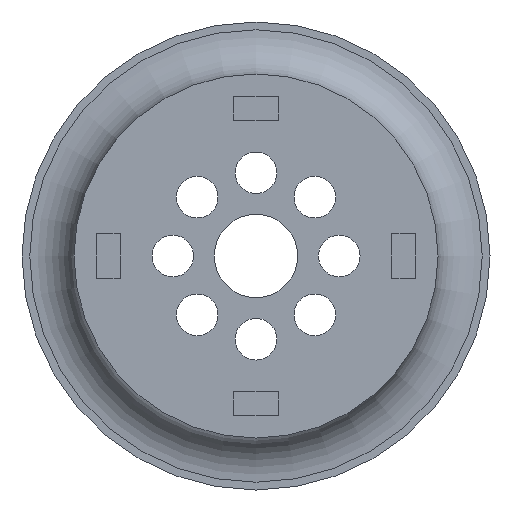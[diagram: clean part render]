
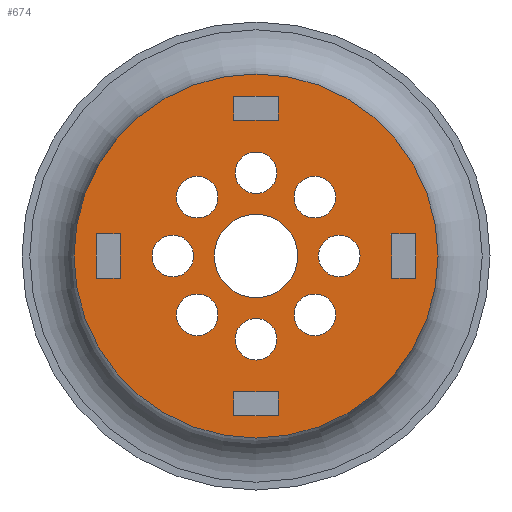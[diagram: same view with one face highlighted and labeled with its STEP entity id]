
A CAD part, front view. The second image highlights one B-rep face of the part: STEP entity #674.
In plain terms, the highlighted planar face has unit normal (0, -1, 0).
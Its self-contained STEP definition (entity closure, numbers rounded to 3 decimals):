
#29=FACE_BOUND('',#166,.T.);
#30=FACE_BOUND('',#167,.T.);
#31=FACE_BOUND('',#168,.T.);
#32=FACE_BOUND('',#169,.T.);
#33=FACE_BOUND('',#170,.T.);
#34=FACE_BOUND('',#171,.T.);
#35=FACE_BOUND('',#172,.T.);
#36=FACE_BOUND('',#173,.T.);
#37=FACE_BOUND('',#174,.T.);
#38=FACE_BOUND('',#175,.T.);
#39=FACE_BOUND('',#176,.T.);
#40=FACE_BOUND('',#177,.T.);
#41=FACE_BOUND('',#178,.T.);
#44=CIRCLE('',#719,2.);
#46=CIRCLE('',#722,2.);
#48=CIRCLE('',#725,2.);
#50=CIRCLE('',#728,2.);
#52=CIRCLE('',#731,4.);
#54=CIRCLE('',#734,2.);
#56=CIRCLE('',#737,2.);
#58=CIRCLE('',#740,2.);
#60=CIRCLE('',#743,2.);
#71=CIRCLE('',#760,17.5);
#119=FACE_OUTER_BOUND('',#165,.T.);
#165=EDGE_LOOP('',(#590));
#166=EDGE_LOOP('',(#591,#592,#593,#594));
#167=EDGE_LOOP('',(#595,#596,#597,#598));
#168=EDGE_LOOP('',(#599,#600,#601,#602));
#169=EDGE_LOOP('',(#603,#604,#605,#606));
#170=EDGE_LOOP('',(#607));
#171=EDGE_LOOP('',(#608));
#172=EDGE_LOOP('',(#609));
#173=EDGE_LOOP('',(#610));
#174=EDGE_LOOP('',(#611));
#175=EDGE_LOOP('',(#612));
#176=EDGE_LOOP('',(#613));
#177=EDGE_LOOP('',(#614));
#178=EDGE_LOOP('',(#615));
#179=LINE('',#958,#238);
#183=LINE('',#966,#242);
#186=LINE('',#972,#245);
#189=LINE('',#977,#248);
#191=LINE('',#983,#250);
#195=LINE('',#991,#254);
#198=LINE('',#997,#257);
#201=LINE('',#1002,#260);
#203=LINE('',#1008,#262);
#207=LINE('',#1016,#266);
#210=LINE('',#1022,#269);
#213=LINE('',#1027,#272);
#215=LINE('',#1033,#274);
#219=LINE('',#1041,#278);
#222=LINE('',#1047,#281);
#225=LINE('',#1052,#284);
#238=VECTOR('',#767,10.);
#242=VECTOR('',#773,10.);
#245=VECTOR('',#778,10.);
#248=VECTOR('',#783,10.);
#250=VECTOR('',#789,10.);
#254=VECTOR('',#795,10.);
#257=VECTOR('',#800,10.);
#260=VECTOR('',#805,10.);
#262=VECTOR('',#811,10.);
#266=VECTOR('',#817,10.);
#269=VECTOR('',#822,10.);
#272=VECTOR('',#827,10.);
#274=VECTOR('',#833,10.);
#278=VECTOR('',#839,10.);
#281=VECTOR('',#844,10.);
#284=VECTOR('',#849,10.);
#297=VERTEX_POINT('',#956);
#298=VERTEX_POINT('',#957);
#301=VERTEX_POINT('',#965);
#303=VERTEX_POINT('',#971);
#305=VERTEX_POINT('',#981);
#306=VERTEX_POINT('',#982);
#309=VERTEX_POINT('',#990);
#311=VERTEX_POINT('',#996);
#313=VERTEX_POINT('',#1006);
#314=VERTEX_POINT('',#1007);
#317=VERTEX_POINT('',#1015);
#319=VERTEX_POINT('',#1021);
#321=VERTEX_POINT('',#1031);
#322=VERTEX_POINT('',#1032);
#325=VERTEX_POINT('',#1040);
#327=VERTEX_POINT('',#1046);
#329=VERTEX_POINT('',#1056);
#331=VERTEX_POINT('',#1062);
#333=VERTEX_POINT('',#1068);
#335=VERTEX_POINT('',#1074);
#337=VERTEX_POINT('',#1080);
#339=VERTEX_POINT('',#1086);
#341=VERTEX_POINT('',#1092);
#343=VERTEX_POINT('',#1098);
#345=VERTEX_POINT('',#1104);
#354=VERTEX_POINT('',#1132);
#355=EDGE_CURVE('',#297,#298,#179,.T.);
#359=EDGE_CURVE('',#298,#301,#183,.T.);
#362=EDGE_CURVE('',#301,#303,#186,.T.);
#365=EDGE_CURVE('',#303,#297,#189,.T.);
#367=EDGE_CURVE('',#305,#306,#191,.T.);
#371=EDGE_CURVE('',#306,#309,#195,.T.);
#374=EDGE_CURVE('',#309,#311,#198,.T.);
#377=EDGE_CURVE('',#311,#305,#201,.T.);
#379=EDGE_CURVE('',#313,#314,#203,.T.);
#383=EDGE_CURVE('',#314,#317,#207,.T.);
#386=EDGE_CURVE('',#317,#319,#210,.T.);
#389=EDGE_CURVE('',#319,#313,#213,.T.);
#391=EDGE_CURVE('',#321,#322,#215,.T.);
#395=EDGE_CURVE('',#322,#325,#219,.T.);
#398=EDGE_CURVE('',#325,#327,#222,.T.);
#401=EDGE_CURVE('',#327,#321,#225,.T.);
#403=EDGE_CURVE('',#329,#329,#44,.T.);
#406=EDGE_CURVE('',#331,#331,#46,.T.);
#409=EDGE_CURVE('',#333,#333,#48,.T.);
#412=EDGE_CURVE('',#335,#335,#50,.T.);
#415=EDGE_CURVE('',#337,#337,#52,.T.);
#418=EDGE_CURVE('',#339,#339,#54,.T.);
#421=EDGE_CURVE('',#341,#341,#56,.T.);
#424=EDGE_CURVE('',#343,#343,#58,.T.);
#427=EDGE_CURVE('',#345,#345,#60,.T.);
#441=EDGE_CURVE('',#354,#354,#71,.T.);
#590=ORIENTED_EDGE('',*,*,#441,.F.);
#591=ORIENTED_EDGE('',*,*,#362,.T.);
#592=ORIENTED_EDGE('',*,*,#365,.T.);
#593=ORIENTED_EDGE('',*,*,#355,.T.);
#594=ORIENTED_EDGE('',*,*,#359,.T.);
#595=ORIENTED_EDGE('',*,*,#374,.T.);
#596=ORIENTED_EDGE('',*,*,#377,.T.);
#597=ORIENTED_EDGE('',*,*,#367,.T.);
#598=ORIENTED_EDGE('',*,*,#371,.T.);
#599=ORIENTED_EDGE('',*,*,#386,.T.);
#600=ORIENTED_EDGE('',*,*,#389,.T.);
#601=ORIENTED_EDGE('',*,*,#379,.T.);
#602=ORIENTED_EDGE('',*,*,#383,.T.);
#603=ORIENTED_EDGE('',*,*,#398,.T.);
#604=ORIENTED_EDGE('',*,*,#401,.T.);
#605=ORIENTED_EDGE('',*,*,#391,.T.);
#606=ORIENTED_EDGE('',*,*,#395,.T.);
#607=ORIENTED_EDGE('',*,*,#403,.T.);
#608=ORIENTED_EDGE('',*,*,#406,.T.);
#609=ORIENTED_EDGE('',*,*,#409,.T.);
#610=ORIENTED_EDGE('',*,*,#412,.T.);
#611=ORIENTED_EDGE('',*,*,#415,.T.);
#612=ORIENTED_EDGE('',*,*,#418,.T.);
#613=ORIENTED_EDGE('',*,*,#421,.T.);
#614=ORIENTED_EDGE('',*,*,#424,.T.);
#615=ORIENTED_EDGE('',*,*,#427,.T.);
#638=PLANE('',#761);
#674=ADVANCED_FACE('',(#119,#29,#30,#31,#32,#33,#34,#35,#36,#37,#38,#39,
#40,#41),#638,.F.);
#719=AXIS2_PLACEMENT_3D('',#1057,#855,#856);
#722=AXIS2_PLACEMENT_3D('',#1063,#862,#863);
#725=AXIS2_PLACEMENT_3D('',#1069,#869,#870);
#728=AXIS2_PLACEMENT_3D('',#1075,#876,#877);
#731=AXIS2_PLACEMENT_3D('',#1081,#883,#884);
#734=AXIS2_PLACEMENT_3D('',#1087,#890,#891);
#737=AXIS2_PLACEMENT_3D('',#1093,#897,#898);
#740=AXIS2_PLACEMENT_3D('',#1099,#904,#905);
#743=AXIS2_PLACEMENT_3D('',#1105,#911,#912);
#760=AXIS2_PLACEMENT_3D('',#1134,#948,#949);
#761=AXIS2_PLACEMENT_3D('',#1135,#950,#951);
#767=DIRECTION('',(0.,0.,-1.));
#773=DIRECTION('',(-1.,0.,0.));
#778=DIRECTION('',(0.,0.,1.));
#783=DIRECTION('',(1.,0.,0.));
#789=DIRECTION('',(-1.,0.,0.));
#795=DIRECTION('',(0.,0.,1.));
#800=DIRECTION('',(1.,0.,0.));
#805=DIRECTION('',(0.,0.,-1.));
#811=DIRECTION('',(-1.,0.,0.));
#817=DIRECTION('',(0.,0.,1.));
#822=DIRECTION('',(1.,0.,0.));
#827=DIRECTION('',(0.,0.,-1.));
#833=DIRECTION('',(0.,0.,1.));
#839=DIRECTION('',(1.,0.,0.));
#844=DIRECTION('',(0.,0.,-1.));
#849=DIRECTION('',(-1.,0.,0.));
#855=DIRECTION('center_axis',(0.,1.,0.));
#856=DIRECTION('ref_axis',(1.,0.,0.));
#862=DIRECTION('center_axis',(0.,1.,0.));
#863=DIRECTION('ref_axis',(1.,0.,0.));
#869=DIRECTION('center_axis',(0.,1.,0.));
#870=DIRECTION('ref_axis',(1.,0.,0.));
#876=DIRECTION('center_axis',(0.,1.,0.));
#877=DIRECTION('ref_axis',(1.,0.,0.));
#883=DIRECTION('center_axis',(0.,1.,0.));
#884=DIRECTION('ref_axis',(1.,0.,0.));
#890=DIRECTION('center_axis',(0.,1.,0.));
#891=DIRECTION('ref_axis',(1.,0.,0.));
#897=DIRECTION('center_axis',(0.,1.,0.));
#898=DIRECTION('ref_axis',(1.,0.,0.));
#904=DIRECTION('center_axis',(0.,1.,0.));
#905=DIRECTION('ref_axis',(1.,0.,0.));
#911=DIRECTION('center_axis',(0.,1.,0.));
#912=DIRECTION('ref_axis',(1.,0.,0.));
#948=DIRECTION('center_axis',(0.,1.,0.));
#949=DIRECTION('ref_axis',(-1.,0.,0.));
#950=DIRECTION('center_axis',(0.,1.,0.));
#951=DIRECTION('ref_axis',(0.,0.,1.));
#956=CARTESIAN_POINT('',(2.15,0.,-13.05));
#957=CARTESIAN_POINT('',(2.15,0.,-15.35));
#958=CARTESIAN_POINT('',(2.15,0.,-6.525));
#965=CARTESIAN_POINT('',(-2.15,0.,-15.35));
#966=CARTESIAN_POINT('',(1.075,0.,-15.35));
#971=CARTESIAN_POINT('',(-2.15,0.,-13.05));
#972=CARTESIAN_POINT('',(-2.15,0.,-7.675));
#977=CARTESIAN_POINT('',(-1.075,0.,-13.05));
#981=CARTESIAN_POINT('',(-13.05,0.,-2.15));
#982=CARTESIAN_POINT('',(-15.35,0.,-2.15));
#983=CARTESIAN_POINT('',(-6.525,0.,-2.15));
#990=CARTESIAN_POINT('',(-15.35,0.,2.15));
#991=CARTESIAN_POINT('',(-15.35,0.,-1.075));
#996=CARTESIAN_POINT('',(-13.05,0.,2.15));
#997=CARTESIAN_POINT('',(-7.675,0.,2.15));
#1002=CARTESIAN_POINT('',(-13.05,0.,1.075));
#1006=CARTESIAN_POINT('',(15.35,0.,-2.15));
#1007=CARTESIAN_POINT('',(13.05,0.,-2.15));
#1008=CARTESIAN_POINT('',(7.675,0.,-2.15));
#1015=CARTESIAN_POINT('',(13.05,0.,2.15));
#1016=CARTESIAN_POINT('',(13.05,0.,-1.075));
#1021=CARTESIAN_POINT('',(15.35,0.,2.15));
#1022=CARTESIAN_POINT('',(6.525,0.,2.15));
#1027=CARTESIAN_POINT('',(15.35,0.,1.075));
#1031=CARTESIAN_POINT('',(-2.15,0.,13.05));
#1032=CARTESIAN_POINT('',(-2.15,0.,15.35));
#1033=CARTESIAN_POINT('',(-2.15,0.,6.525));
#1040=CARTESIAN_POINT('',(2.15,0.,15.35));
#1041=CARTESIAN_POINT('',(-1.075,0.,15.35));
#1046=CARTESIAN_POINT('',(2.15,0.,13.05));
#1047=CARTESIAN_POINT('',(2.15,0.,7.675));
#1052=CARTESIAN_POINT('',(1.075,0.,13.05));
#1056=CARTESIAN_POINT('',(-10.,0.,0.));
#1057=CARTESIAN_POINT('Origin',(-8.,0.,0.));
#1062=CARTESIAN_POINT('',(3.657,0.,-5.657));
#1063=CARTESIAN_POINT('Origin',(5.657,0.,-5.657));
#1068=CARTESIAN_POINT('',(6.,0.,0.));
#1069=CARTESIAN_POINT('Origin',(8.,0.,0.));
#1074=CARTESIAN_POINT('',(-7.657,0.,5.657));
#1075=CARTESIAN_POINT('Origin',(-5.657,0.,5.657));
#1080=CARTESIAN_POINT('',(-4.,0.,0.));
#1081=CARTESIAN_POINT('Origin',(0.,0.,0.));
#1086=CARTESIAN_POINT('',(-2.,0.,-8.));
#1087=CARTESIAN_POINT('Origin',(0.,0.,-8.));
#1092=CARTESIAN_POINT('',(3.657,0.,5.657));
#1093=CARTESIAN_POINT('Origin',(5.657,0.,5.657));
#1098=CARTESIAN_POINT('',(-7.657,0.,-5.657));
#1099=CARTESIAN_POINT('Origin',(-5.657,0.,-5.657));
#1104=CARTESIAN_POINT('',(-2.,0.,8.));
#1105=CARTESIAN_POINT('Origin',(0.,0.,8.));
#1132=CARTESIAN_POINT('',(17.5,0.,0.));
#1134=CARTESIAN_POINT('Origin',(0.,0.,0.));
#1135=CARTESIAN_POINT('Origin',(0.,0.,0.));
